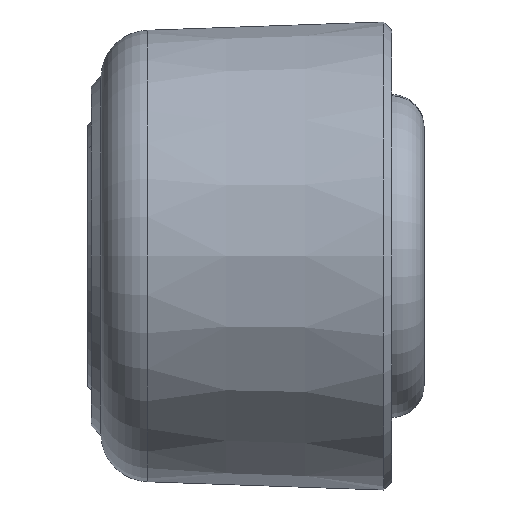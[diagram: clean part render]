
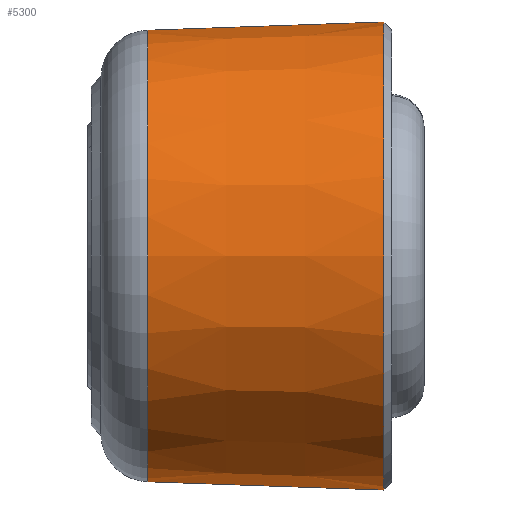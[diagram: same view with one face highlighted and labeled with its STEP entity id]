
A CAD part, left-side view. The second image highlights one B-rep face of the part: STEP entity #5300.
In plain terms, the highlighted conical face has half-angle 2 degrees and reference radius 14.228 mm.
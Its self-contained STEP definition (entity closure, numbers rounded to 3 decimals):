
#447=CARTESIAN_POINT('',(0.,0.483,0.));
#448=DIRECTION('',(0.,1.,0.));
#449=DIRECTION('',(0.,0.,-1.));
#450=AXIS2_PLACEMENT_3D('',#447,#448,#449);
#470=DIRECTION('',(0.,-0.999,-0.035));
#471=VECTOR('',#470,14.633);
#472=CARTESIAN_POINT('',(0.,15.107,-13.972));
#473=LINE('',#472,#471);
#517=CARTESIAN_POINT('',(0.,15.107,0.));
#518=DIRECTION('',(0.,-1.,0.));
#519=DIRECTION('',(0.,0.,1.));
#520=AXIS2_PLACEMENT_3D('',#517,#518,#519);
#1041=DIRECTION('',(0.,-0.999,0.035));
#1042=VECTOR('',#1041,14.633);
#1043=CARTESIAN_POINT('',(0.,15.107,13.972));
#1044=LINE('',#1043,#1042);
#4201=CARTESIAN_POINT('',(0.,0.483,-14.483));
#4202=VERTEX_POINT('',#4201);
#4203=CARTESIAN_POINT('',(0.,0.483,14.483));
#4204=VERTEX_POINT('',#4203);
#4205=CARTESIAN_POINT('',(0.,15.107,-13.972));
#4206=CARTESIAN_POINT('',(0.,15.107,13.972));
#4207=VERTEX_POINT('',#4205);
#4208=VERTEX_POINT('',#4206);
#5289=CARTESIAN_POINT('',(0.,7.795,0.));
#5290=DIRECTION('',(0.,-1.,0.));
#5291=DIRECTION('',(0.,0.,-1.));
#5292=AXIS2_PLACEMENT_3D('',#5289,#5290,#5291);
#5293=CONICAL_SURFACE('',#5292,14.228,2.);
#5294=ORIENTED_EDGE('',*,*,#4780,.T.);
#5295=ORIENTED_EDGE('',*,*,#4749,.F.);
#5296=ORIENTED_EDGE('',*,*,#4777,.F.);
#5297=ORIENTED_EDGE('',*,*,#4809,.F.);
#5298=EDGE_LOOP('',(#5294,#5295,#5296,#5297));
#5299=FACE_OUTER_BOUND('',#5298,.F.);
#451=CIRCLE('',#450,14.483);
#521=CIRCLE('',#520,13.972);
#4749=EDGE_CURVE('',#4202,#4204,#451,.T.);
#4777=EDGE_CURVE('',#4207,#4202,#473,.T.);
#4780=EDGE_CURVE('',#4208,#4204,#1044,.T.);
#4809=EDGE_CURVE('',#4208,#4207,#521,.T.);
#5300=ADVANCED_FACE('',(#5299),#5293,.T.);
